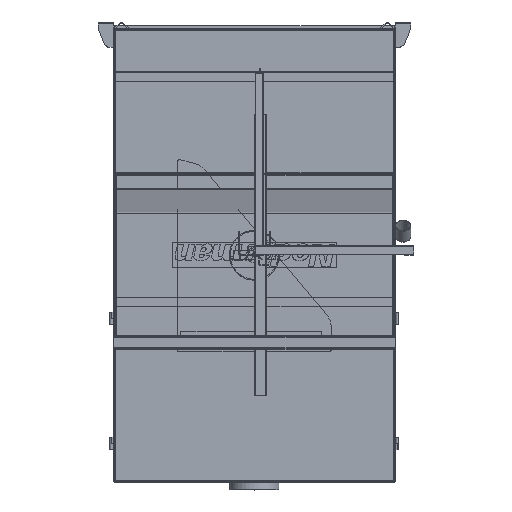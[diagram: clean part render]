
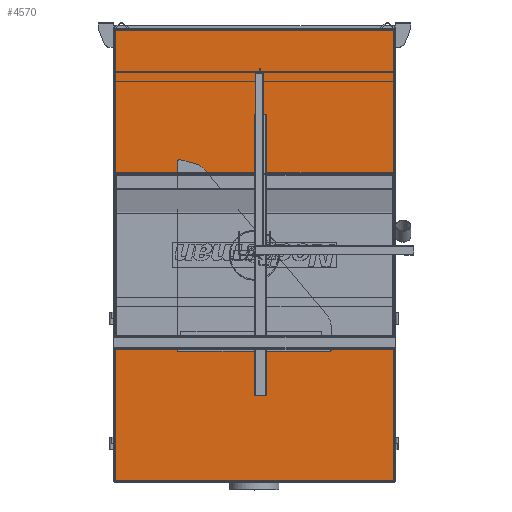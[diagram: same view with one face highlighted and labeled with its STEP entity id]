
A CAD part, top view. The second image highlights one B-rep face of the part: STEP entity #4570.
In plain terms, the highlighted planar face has unit normal (0, 0, 1).
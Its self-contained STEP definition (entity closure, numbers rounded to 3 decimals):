
#4570 = ADVANCED_FACE( '', ( #9429 ), #9430, .F. );
#9429 = FACE_OUTER_BOUND( '', #15153, .T. );
#9430 = PLANE( '', #15154 );
#15153 = EDGE_LOOP( '', ( #29107, #29108, #29109, #29110 ) );
#15154 = AXIS2_PLACEMENT_3D( '', #29111, #29112, #29113 );
#29107 = ORIENTED_EDGE( '', *, *, #36353, .T. );
#29108 = ORIENTED_EDGE( '', *, *, #36296, .T. );
#29109 = ORIENTED_EDGE( '', *, *, #31154, .T. );
#29110 = ORIENTED_EDGE( '', *, *, #31367, .T. );
#29111 = CARTESIAN_POINT( '', ( 0., 0., 0. ) );
#29112 = DIRECTION( '', ( 0., 0., -1. ) );
#29113 = DIRECTION( '', ( -1., 0., 0. ) );
#31154 = EDGE_CURVE( '', #37152, #37153, #37154, .T. );
#31367 = EDGE_CURVE( '', #37153, #37531, #37534, .T. );
#36296 = EDGE_CURVE( '', #36975, #37152, #45000, .T. );
#36353 = EDGE_CURVE( '', #37531, #36975, #45064, .T. );
#36975 = VERTEX_POINT( '', #45755 );
#37152 = VERTEX_POINT( '', #46018 );
#37153 = VERTEX_POINT( '', #46019 );
#37154 = LINE( '', #46020, #46021 );
#37531 = VERTEX_POINT( '', #46551 );
#37534 = LINE( '', #46571, #46572 );
#45000 = LINE( '', #57957, #57958 );
#45064 = LINE( '', #58048, #58049 );
#45755 = CARTESIAN_POINT( '', ( 444.6, 719.6, 0. ) );
#46018 = CARTESIAN_POINT( '', ( -444.6, 719.6, 0. ) );
#46019 = CARTESIAN_POINT( '', ( -444.6, -719.6, 0. ) );
#46020 = CARTESIAN_POINT( '', ( -444.6, 725., 0. ) );
#46021 = VECTOR( '', #58899, 1000. );
#46551 = CARTESIAN_POINT( '', ( 444.6, -719.6, 0. ) );
#46571 = CARTESIAN_POINT( '', ( 444.6, -719.6, 0. ) );
#46572 = VECTOR( '', #59096, 1000. );
#57957 = CARTESIAN_POINT( '', ( -444.6, 719.6, 0. ) );
#57958 = VECTOR( '', #63191, 1000. );
#58048 = CARTESIAN_POINT( '', ( 444.6, -725., 0. ) );
#58049 = VECTOR( '', #63226, 1000. );
#58899 = DIRECTION( '', ( 0., -1., 0. ) );
#59096 = DIRECTION( '', ( 1., 0., 0. ) );
#63191 = DIRECTION( '', ( -1., 0., 0. ) );
#63226 = DIRECTION( '', ( 0., 1., 0. ) );
